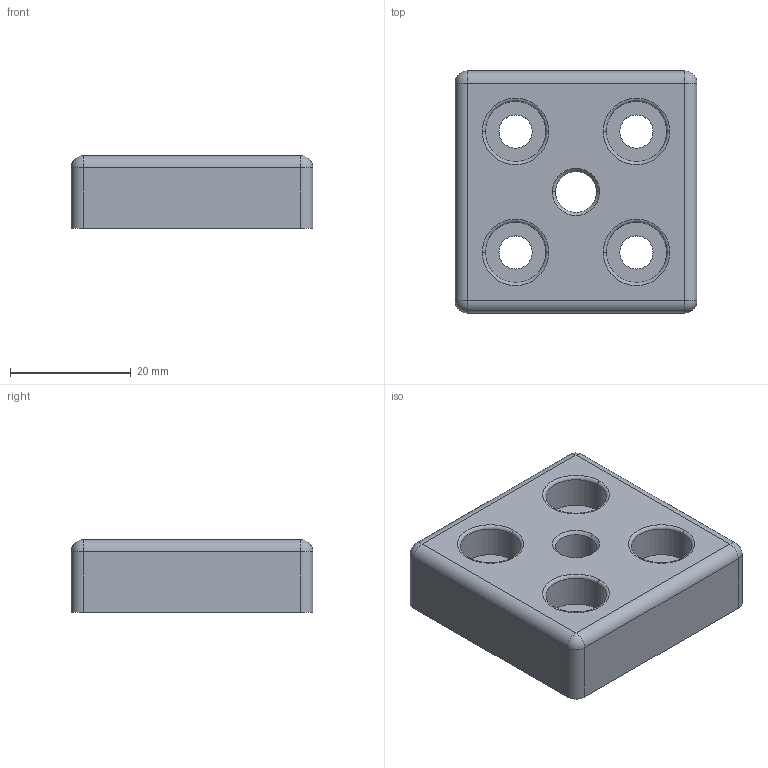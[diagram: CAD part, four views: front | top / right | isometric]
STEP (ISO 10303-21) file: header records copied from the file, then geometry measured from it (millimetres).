
FILE_DESCRIPTION(/* description */ (''),/* implementation_level */ '2;1');
FILE_NAME(/* name */ '524008.stp',/* time_stamp */ '2018-08-11T11:23:07+02:00',/* author */ ('TraceParts'),/* organization */ ('Alutec K&K'),/* preprocessor_version */ 'ST-DEVELOPER v16.1',/* originating_system */ 'Autodesk Inventor 2016',/* authorisation */ '');
FILE_SCHEMA (('AUTOMOTIVE_DESIGN { 1 0 10303 214 3 1 1 }'));
Length unit declared in the file: millimetre
Products named in the file (1): 524008
Bounding box: 40 x 40 x 12 mm (x, y, z)
Volume: 12605.2 mm3; surface area: 8144.3 mm2
Topology: 1 solids, 1 shells, 156 faces, 371 edges, 209 vertices
Faces by surface type: cylinder 75, torus 31, sphere 26, plane 22, cone 2
Entity records: 4329 total; most frequent: DIRECTION 891, CARTESIAN_POINT 693, ORIENTED_EDGE 678, AXIS2_PLACEMENT_3D 395, EDGE_CURVE 339, CIRCLE 238, VERTEX_POINT 197, EDGE_LOOP 178
